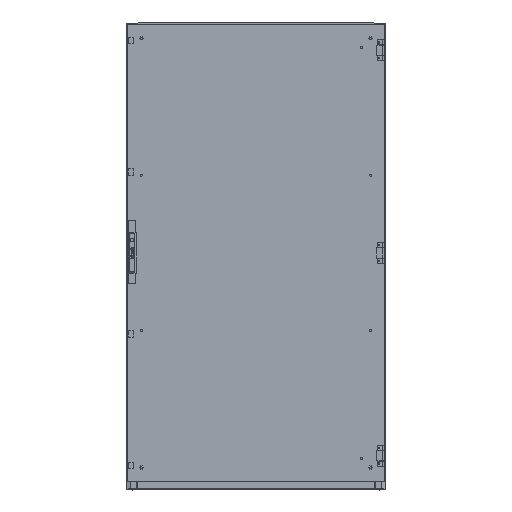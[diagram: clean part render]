
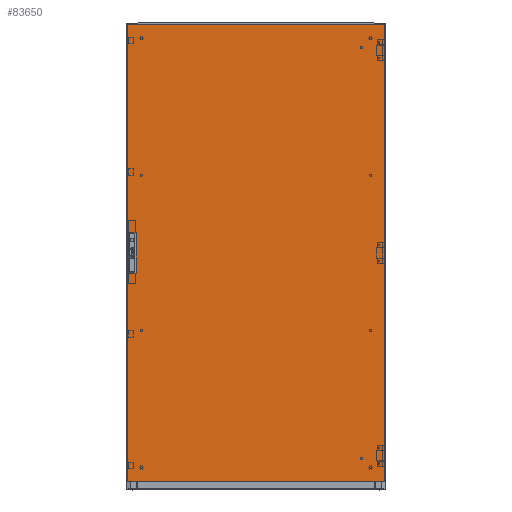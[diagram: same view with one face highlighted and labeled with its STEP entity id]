
A CAD part, top view. The second image highlights one B-rep face of the part: STEP entity #83650.
In plain terms, the highlighted planar face has unit normal (0, 0, 1).
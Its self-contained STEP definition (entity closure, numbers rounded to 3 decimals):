
#1068 = EDGE_LOOP ( 'NONE', ( #45347, #40159, #35140, #12086 ) ) ;
#3231 = DIRECTION ( 'NONE',  ( 0., -1., 0. ) ) ;
#6996 = VERTEX_POINT ( 'NONE', #110068 ) ;
#10034 = LINE ( 'NONE', #102390, #61118 ) ;
#10059 = VERTEX_POINT ( 'NONE', #18000 ) ;
#12086 = ORIENTED_EDGE ( 'NONE', *, *, #75030, .F. ) ;
#12932 = CARTESIAN_POINT ( 'NONE',  ( -493.4, 0., 0. ) ) ;
#12990 = CARTESIAN_POINT ( 'NONE',  ( -493.4, 78.5, 0. ) ) ;
#18000 = CARTESIAN_POINT ( 'NONE',  ( 497., 883.5, 0. ) ) ;
#19437 = VECTOR ( 'NONE', #3231, 1000. ) ;
#20771 = EDGE_CURVE ( 'NONE', #45500, #40626, #10034, .T. ) ;
#22432 = LINE ( 'NONE', #12932, #19437 ) ;
#30205 = EDGE_LOOP ( 'NONE', ( #94000, #102765, #43646, #51218 ) ) ;
#35140 = ORIENTED_EDGE ( 'NONE', *, *, #93151, .F. ) ;
#35327 = CARTESIAN_POINT ( 'NONE',  ( 497., 883.5, 0. ) ) ;
#35698 = CARTESIAN_POINT ( 'NONE',  ( 0., 0., 0. ) ) ;
#36115 = DIRECTION ( 'NONE',  ( 1., 0., 0. ) ) ;
#39450 = LINE ( 'NONE', #104103, #62076 ) ;
#40159 = ORIENTED_EDGE ( 'NONE', *, *, #103163, .T. ) ;
#40626 = VERTEX_POINT ( 'NONE', #56472 ) ;
#41764 = LINE ( 'NONE', #113849, #64313 ) ;
#43096 = AXIS2_PLACEMENT_3D ( 'NONE', #35698, #93796, #36115 ) ;
#43373 = VERTEX_POINT ( 'NONE', #106293 ) ;
#43646 = ORIENTED_EDGE ( 'NONE', *, *, #69399, .T. ) ;
#44369 = DIRECTION ( 'NONE',  ( 1., 0., 0. ) ) ;
#45347 = ORIENTED_EDGE ( 'NONE', *, *, #114746, .T. ) ;
#45500 = VERTEX_POINT ( 'NONE', #124734 ) ;
#46353 = DIRECTION ( 'NONE',  ( 0., -1., 0. ) ) ;
#48053 = VERTEX_POINT ( 'NONE', #55743 ) ;
#51218 = ORIENTED_EDGE ( 'NONE', *, *, #20771, .T. ) ;
#54021 = CARTESIAN_POINT ( 'NONE',  ( -493.4, -78.5, 0. ) ) ;
#55743 = CARTESIAN_POINT ( 'NONE',  ( -497., 883.5, 0. ) ) ;
#56472 = CARTESIAN_POINT ( 'NONE',  ( 497., -883.5, 0. ) ) ;
#56768 = VECTOR ( 'NONE', #76305, 1000. ) ;
#57272 = LINE ( 'NONE', #12990, #79912 ) ;
#60577 = VERTEX_POINT ( 'NONE', #108144 ) ;
#61118 = VECTOR ( 'NONE', #92644, 1000. ) ;
#62076 = VECTOR ( 'NONE', #46353, 1000. ) ;
#64313 = VECTOR ( 'NONE', #84702, 1000. ) ;
#64578 = LINE ( 'NONE', #54021, #109886 ) ;
#65654 = LINE ( 'NONE', #35327, #91274 ) ;
#69399 = EDGE_CURVE ( 'NONE', #48053, #45500, #39450, .T. ) ;
#70529 = DIRECTION ( 'NONE',  ( 1., 0., 0. ) ) ;
#75030 = EDGE_CURVE ( 'NONE', #43373, #60577, #22432, .T. ) ;
#76305 = DIRECTION ( 'NONE',  ( -1., 0., 0. ) ) ;
#77049 = EDGE_CURVE ( 'NONE', #10059, #48053, #82403, .T. ) ;
#79912 = VECTOR ( 'NONE', #70529, 1000. ) ;
#82024 = CARTESIAN_POINT ( 'NONE',  ( -463., 78.5, 0. ) ) ;
#82403 = LINE ( 'NONE', #114672, #56768 ) ;
#83650 = ADVANCED_FACE ( 'NONE', ( #124500, #101877 ), #112807, .T. ) ;
#84702 = DIRECTION ( 'NONE',  ( 0., -1., 0. ) ) ;
#91274 = VECTOR ( 'NONE', #93032, 1000. ) ;
#92644 = DIRECTION ( 'NONE',  ( 1., 0., 0. ) ) ;
#93032 = DIRECTION ( 'NONE',  ( 0., 1., 0. ) ) ;
#93151 = EDGE_CURVE ( 'NONE', #60577, #6996, #64578, .T. ) ;
#93796 = DIRECTION ( 'NONE',  ( 0., 0., 1. ) ) ;
#94000 = ORIENTED_EDGE ( 'NONE', *, *, #100056, .T. ) ;
#100056 = EDGE_CURVE ( 'NONE', #40626, #10059, #65654, .T. ) ;
#101877 = FACE_OUTER_BOUND ( 'NONE', #30205, .T. ) ;
#102390 = CARTESIAN_POINT ( 'NONE',  ( -497., -883.5, 0. ) ) ;
#102765 = ORIENTED_EDGE ( 'NONE', *, *, #77049, .T. ) ;
#103163 = EDGE_CURVE ( 'NONE', #121724, #6996, #41764, .T. ) ;
#104103 = CARTESIAN_POINT ( 'NONE',  ( -497., 883.5, 0. ) ) ;
#106293 = CARTESIAN_POINT ( 'NONE',  ( -493.4, 78.5, 0. ) ) ;
#108144 = CARTESIAN_POINT ( 'NONE',  ( -493.4, -78.5, 0. ) ) ;
#109886 = VECTOR ( 'NONE', #44369, 1000. ) ;
#110068 = CARTESIAN_POINT ( 'NONE',  ( -463., -78.5, 0. ) ) ;
#112807 = PLANE ( 'NONE',  #43096 ) ;
#113849 = CARTESIAN_POINT ( 'NONE',  ( -463., 0., 0. ) ) ;
#114672 = CARTESIAN_POINT ( 'NONE',  ( -497., 883.5, 0. ) ) ;
#114746 = EDGE_CURVE ( 'NONE', #43373, #121724, #57272, .T. ) ;
#121724 = VERTEX_POINT ( 'NONE', #82024 ) ;
#124500 = FACE_BOUND ( 'NONE', #1068, .T. ) ;
#124734 = CARTESIAN_POINT ( 'NONE',  ( -497., -883.5, 0. ) ) ;
